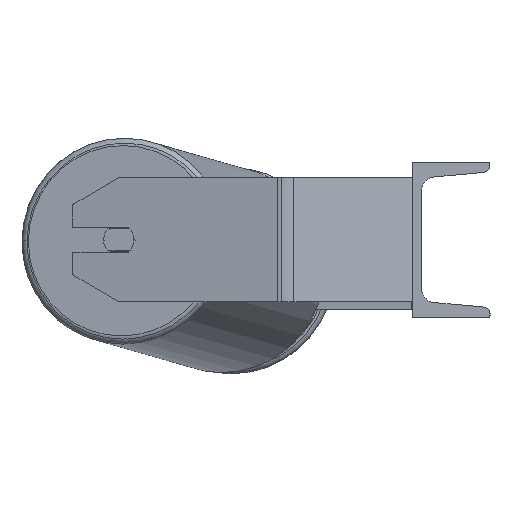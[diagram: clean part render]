
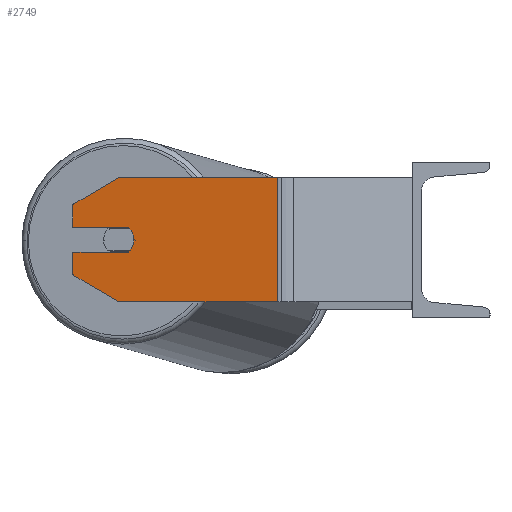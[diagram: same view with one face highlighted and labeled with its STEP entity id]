
A CAD part, left-side view. The second image highlights one B-rep face of the part: STEP entity #2749.
In plain terms, the highlighted planar face has unit normal (-0.985, 0.174, 0).
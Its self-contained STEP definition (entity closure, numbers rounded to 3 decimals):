
#120 = CARTESIAN_POINT ( 'NONE',  ( -631.042, 87.234, 40. ) ) ;
#288 = VERTEX_POINT ( 'NONE', #7450 ) ;
#293 = EDGE_CURVE ( 'NONE', #1679, #7518, #9027, .T. ) ;
#307 = ORIENTED_EDGE ( 'NONE', *, *, #3180, .F. ) ;
#345 = EDGE_CURVE ( 'NONE', #7674, #8984, #4738, .T. ) ;
#431 = DIRECTION ( 'NONE',  ( -0.985, 0.174, 0. ) ) ;
#495 = VECTOR ( 'NONE', #2748, 1000. ) ;
#542 = DIRECTION ( 'NONE',  ( -0.174, -0.985, 0. ) ) ;
#1056 = DIRECTION ( 'NONE',  ( 0.15, 0.853, -0.5 ) ) ;
#1238 = VECTOR ( 'NONE', #1056, 1000. ) ;
#1301 = ORIENTED_EDGE ( 'NONE', *, *, #293, .T. ) ;
#1332 = EDGE_CURVE ( 'NONE', #8984, #1679, #5529, .T. ) ;
#1366 = VECTOR ( 'NONE', #6041, 1000. ) ;
#1389 = AXIS2_PLACEMENT_3D ( 'NONE', #6867, #7506, #2599 ) ;
#1399 = CARTESIAN_POINT ( 'NONE',  ( -607.787, 219.122, 40. ) ) ;
#1516 = EDGE_CURVE ( 'NONE', #4566, #3699, #7098, .T. ) ;
#1599 = LINE ( 'NONE', #6564, #4332 ) ;
#1679 = VERTEX_POINT ( 'NONE', #6833 ) ;
#1769 = ORIENTED_EDGE ( 'NONE', *, *, #2326, .T. ) ;
#2028 = CARTESIAN_POINT ( 'NONE',  ( -607.787, 219.122, 40. ) ) ;
#2055 = CARTESIAN_POINT ( 'NONE',  ( -631.042, 87.234, 40. ) ) ;
#2106 = AXIS2_PLACEMENT_3D ( 'NONE', #7269, #5934, #5846 ) ;
#2111 = ORIENTED_EDGE ( 'NONE', *, *, #1516, .F. ) ;
#2261 = LINE ( 'NONE', #5079, #7139 ) ;
#2326 = EDGE_CURVE ( 'NONE', #3431, #8921, #4527, .T. ) ;
#2348 = ORIENTED_EDGE ( 'NONE', *, *, #1332, .T. ) ;
#2398 = CARTESIAN_POINT ( 'NONE',  ( -607.787, 219.122, 22.679 ) ) ;
#2495 = CARTESIAN_POINT ( 'NONE',  ( -607.787, 219.122, -22.679 ) ) ;
#2580 = CARTESIAN_POINT ( 'NONE',  ( -607.787, 219.122, -40. ) ) ;
#2582 = VERTEX_POINT ( 'NONE', #120 ) ;
#2599 = DIRECTION ( 'NONE',  ( 0.174, 0.985, 0. ) ) ;
#2748 = DIRECTION ( 'NONE',  ( 0., 0., -1. ) ) ;
#2749 = ADVANCED_FACE ( 'NONE', ( #4149 ), #6052, .F. ) ;
#3008 = VERTEX_POINT ( 'NONE', #6060 ) ;
#3167 = CIRCLE ( 'NONE', #6992, 10. ) ;
#3180 = EDGE_CURVE ( 'NONE', #3431, #2582, #4899, .T. ) ;
#3238 = CARTESIAN_POINT ( 'NONE',  ( -612.996, 189.577, 40. ) ) ;
#3431 = VERTEX_POINT ( 'NONE', #3238 ) ;
#3547 = DIRECTION ( 'NONE',  ( 0.174, 0.985, 0. ) ) ;
#3620 = ORIENTED_EDGE ( 'NONE', *, *, #5487, .F. ) ;
#3699 = VERTEX_POINT ( 'NONE', #4333 ) ;
#3714 = EDGE_CURVE ( 'NONE', #7674, #3008, #2261, .T. ) ;
#3735 = VECTOR ( 'NONE', #3547, 1000. ) ;
#3770 = ORIENTED_EDGE ( 'NONE', *, *, #4915, .F. ) ;
#3983 = DIRECTION ( 'NONE',  ( -0.174, -0.985, 0. ) ) ;
#4019 = VECTOR ( 'NONE', #542, 1000. ) ;
#4149 = FACE_OUTER_BOUND ( 'NONE', #7618, .T. ) ;
#4210 = DIRECTION ( 'NONE',  ( -0.174, -0.985, 0. ) ) ;
#4327 = LINE ( 'NONE', #5072, #3735 ) ;
#4332 = VECTOR ( 'NONE', #8694, 1000. ) ;
#4333 = CARTESIAN_POINT ( 'NONE',  ( -614.038, 183.669, 8. ) ) ;
#4527 = LINE ( 'NONE', #7326, #1238 ) ;
#4548 = CARTESIAN_POINT ( 'NONE',  ( -631.042, 87.234, -40. ) ) ;
#4566 = VERTEX_POINT ( 'NONE', #7724 ) ;
#4738 = LINE ( 'NONE', #2028, #4913 ) ;
#4835 = DIRECTION ( 'NONE',  ( 0., 0., -1. ) ) ;
#4899 = LINE ( 'NONE', #1399, #6117 ) ;
#4913 = VECTOR ( 'NONE', #4835, 1000. ) ;
#4915 = EDGE_CURVE ( 'NONE', #3008, #4566, #3167, .T. ) ;
#5072 = CARTESIAN_POINT ( 'NONE',  ( -607.787, 219.122, 8. ) ) ;
#5079 = CARTESIAN_POINT ( 'NONE',  ( -614.038, 183.669, -8. ) ) ;
#5370 = CARTESIAN_POINT ( 'NONE',  ( -607.787, 219.122, -8. ) ) ;
#5392 = CARTESIAN_POINT ( 'NONE',  ( -612.996, 189.577, -40. ) ) ;
#5487 = EDGE_CURVE ( 'NONE', #3699, #288, #4327, .T. ) ;
#5529 = LINE ( 'NONE', #5392, #1366 ) ;
#5635 = LINE ( 'NONE', #2055, #495 ) ;
#5846 = DIRECTION ( 'NONE',  ( -0.174, -0.985, 0. ) ) ;
#5934 = DIRECTION ( 'NONE',  ( -0.985, 0.174, 0. ) ) ;
#6041 = DIRECTION ( 'NONE',  ( -0.15, -0.853, -0.5 ) ) ;
#6052 = PLANE ( 'NONE',  #1389 ) ;
#6060 = CARTESIAN_POINT ( 'NONE',  ( -614.038, 183.669, -8. ) ) ;
#6117 = VECTOR ( 'NONE', #4210, 1000. ) ;
#6564 = CARTESIAN_POINT ( 'NONE',  ( -607.787, 219.122, 40. ) ) ;
#6745 = CARTESIAN_POINT ( 'NONE',  ( -612.996, 189.577, 0. ) ) ;
#6833 = CARTESIAN_POINT ( 'NONE',  ( -612.996, 189.577, -40. ) ) ;
#6867 = CARTESIAN_POINT ( 'NONE',  ( -607.787, 219.122, 40. ) ) ;
#6992 = AXIS2_PLACEMENT_3D ( 'NONE', #6745, #431, #3983 ) ;
#7045 = ORIENTED_EDGE ( 'NONE', *, *, #3714, .F. ) ;
#7098 = CIRCLE ( 'NONE', #2106, 10. ) ;
#7139 = VECTOR ( 'NONE', #7875, 1000. ) ;
#7269 = CARTESIAN_POINT ( 'NONE',  ( -612.996, 189.577, 0. ) ) ;
#7326 = CARTESIAN_POINT ( 'NONE',  ( -607.787, 219.122, 22.679 ) ) ;
#7450 = CARTESIAN_POINT ( 'NONE',  ( -607.787, 219.122, 8. ) ) ;
#7506 = DIRECTION ( 'NONE',  ( 0.985, -0.174, 0. ) ) ;
#7518 = VERTEX_POINT ( 'NONE', #4548 ) ;
#7618 = EDGE_LOOP ( 'NONE', ( #8793, #2348, #1301, #8554, #307, #1769, #8459, #3620, #2111, #3770, #7045 ) ) ;
#7674 = VERTEX_POINT ( 'NONE', #5370 ) ;
#7724 = CARTESIAN_POINT ( 'NONE',  ( -614.733, 179.729, 0. ) ) ;
#7875 = DIRECTION ( 'NONE',  ( -0.174, -0.985, 0. ) ) ;
#8459 = ORIENTED_EDGE ( 'NONE', *, *, #8559, .T. ) ;
#8554 = ORIENTED_EDGE ( 'NONE', *, *, #8777, .F. ) ;
#8559 = EDGE_CURVE ( 'NONE', #8921, #288, #1599, .T. ) ;
#8694 = DIRECTION ( 'NONE',  ( 0., 0., -1. ) ) ;
#8777 = EDGE_CURVE ( 'NONE', #2582, #7518, #5635, .T. ) ;
#8793 = ORIENTED_EDGE ( 'NONE', *, *, #345, .T. ) ;
#8921 = VERTEX_POINT ( 'NONE', #2398 ) ;
#8984 = VERTEX_POINT ( 'NONE', #2495 ) ;
#9027 = LINE ( 'NONE', #2580, #4019 ) ;
